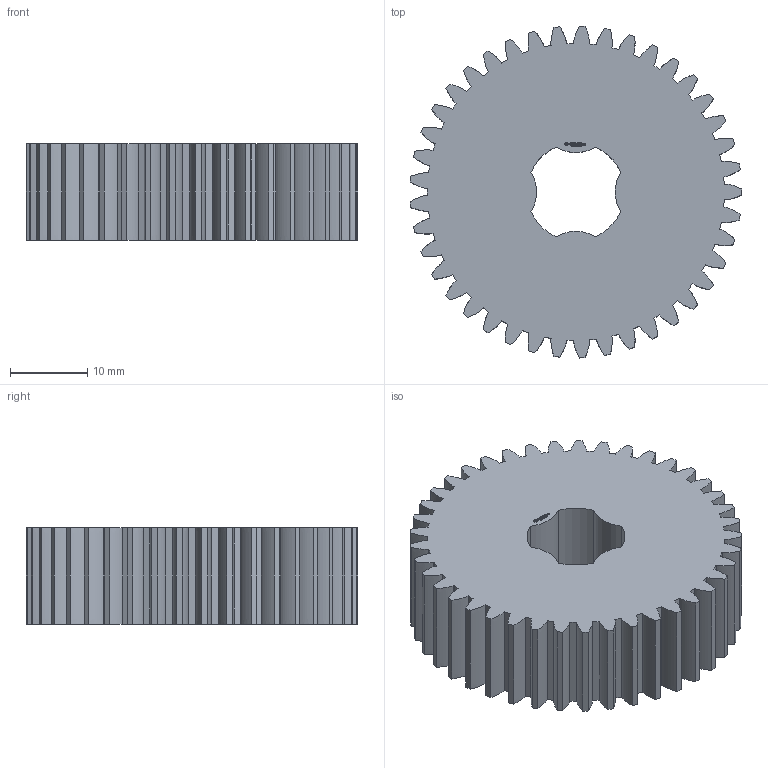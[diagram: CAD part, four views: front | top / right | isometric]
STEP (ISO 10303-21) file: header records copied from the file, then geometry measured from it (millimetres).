
FILE_DESCRIPTION(('FreeCAD Model'),'2;1');
FILE_NAME('Open CASCADE Shape Model','2024-03-09T20:25:37',(''),(''), 'Open CASCADE STEP processor 7.6','FreeCAD','Unknown');
FILE_SCHEMA(('AUTOMOTIVE_DESIGN { 1 0 10303 214 1 1 1 1 }'));
Length unit declared in the file: millimetre
Products named in the file (1): Gear Wheel PLN TTH41 BU01.00 SFT-SHD - SPN-GWH-0144 (stemfie.org)
Bounding box: 42.96 x 42.99 x 12.5 mm (x, y, z)
Volume: 14993.5 mm3; surface area: 6196.4 mm2
Topology: 1 solids, 1 shells, 687 faces, 1962 edges, 1308 vertices
Faces by surface type: plane 343, extrusion 336, cylinder 8
Entity records: 59938 total; most frequent: CARTESIAN_POINT 18232, DIRECTION 5598, VECTOR 4846, LINE 4510, ORIENTED_EDGE 3924, PCURVE 3924, DEFINITIONAL_REPRESENTATION 3924, EDGE_CURVE 1962
